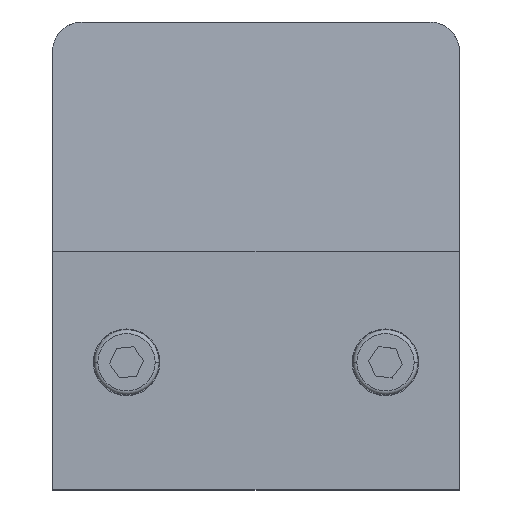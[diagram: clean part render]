
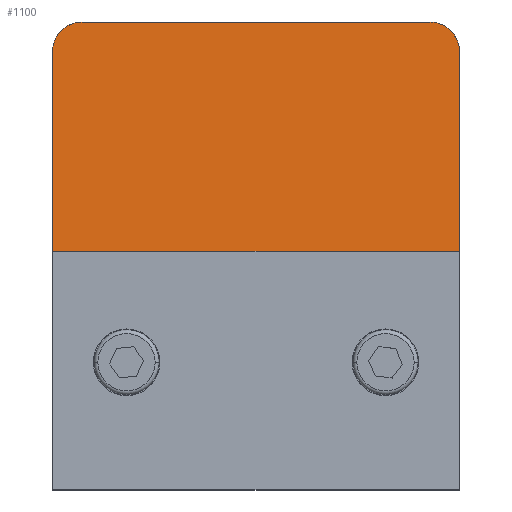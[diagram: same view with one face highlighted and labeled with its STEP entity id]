
A CAD part, top view. The second image highlights one B-rep face of the part: STEP entity #1100.
In plain terms, the highlighted planar face has unit normal (0, 0.064, 0.998).
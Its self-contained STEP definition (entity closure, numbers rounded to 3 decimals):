
#30 = DIRECTION ( 'NONE',  ( 0., -0.064, -0.998 ) ) ;
#113 = VECTOR ( 'NONE', #3102, 1000. ) ;
#228 = CARTESIAN_POINT ( 'NONE',  ( -27.5, 6.5, 23.5 ) ) ;
#296 = PLANE ( 'NONE',  #1943 ) ;
#340 = ORIENTED_EDGE ( 'NONE', *, *, #2773, .T. ) ;
#844 = LINE ( 'NONE', #1345, #2045 ) ;
#856 = CARTESIAN_POINT ( 'NONE',  ( 23.5, 37.5, 21.5 ) ) ;
#866 = CARTESIAN_POINT ( 'NONE',  ( 27.5, 37.5, 21.5 ) ) ;
#879 = CARTESIAN_POINT ( 'NONE',  ( -27.5, 35.843, 21.607 ) ) ;
#895 = CARTESIAN_POINT ( 'NONE',  ( -27.5, 33.5, 21.758 ) ) ;
#956 = CARTESIAN_POINT ( 'NONE',  ( 23.5, 37.5, 21.5 ) ) ;
#973 = CARTESIAN_POINT ( 'NONE',  ( 27.5, 35.843, 21.607 ) ) ;
#1051 = DIRECTION ( 'NONE',  ( -1., 0., 0. ) ) ;
#1100 = ADVANCED_FACE ( 'NONE', ( #2157 ), #296, .F. ) ;
#1191 = VECTOR ( 'NONE', #1381, 1000. ) ;
#1212 = ORIENTED_EDGE ( 'NONE', *, *, #2927, .F. ) ;
#1214 = VERTEX_POINT ( 'NONE', #1930 ) ;
#1345 = CARTESIAN_POINT ( 'NONE',  ( 27.5, 6.5, 23.5 ) ) ;
#1349 = DIRECTION ( 'NONE',  ( 0., 0.998, -0.064 ) ) ;
#1381 = DIRECTION ( 'NONE',  ( 0., -0.998, 0.064 ) ) ;
#1407 = CARTESIAN_POINT ( 'NONE',  ( 27.5, 37.5, 21.5 ) ) ;
#1460 = CARTESIAN_POINT ( 'NONE',  ( 27.5, 6.5, 23.5 ) ) ;
#1508 = LINE ( 'NONE', #2013, #113 ) ;
#1561 = CARTESIAN_POINT ( 'NONE',  ( -23.5, 37.5, 21.5 ) ) ;
#1609 = LINE ( 'NONE', #2653, #1191 ) ;
#1694 = CARTESIAN_POINT ( 'NONE',  ( -23.5, 37.5, 21.5 ) ) ;
#1930 = CARTESIAN_POINT ( 'NONE',  ( -27.5, 33.5, 21.758 ) ) ;
#1939 = DIRECTION ( 'NONE',  ( -1., 0., 0. ) ) ;
#1943 = AXIS2_PLACEMENT_3D ( 'NONE', #866, #30, #1349 ) ;
#1947 = EDGE_CURVE ( 'NONE', #1214, #2597, #1609, .T. ) ;
#1975 = VERTEX_POINT ( 'NONE', #1460 ) ;
#2013 = CARTESIAN_POINT ( 'NONE',  ( 27.5, 37.5, 21.5 ) ) ;
#2023 = CARTESIAN_POINT ( 'NONE',  ( 25.843, 37.5, 21.5 ) ) ;
#2045 = VECTOR ( 'NONE', #1051, 1000. ) ;
#2060 = ORIENTED_EDGE ( 'NONE', *, *, #2708, .F. ) ;
#2079 = VERTEX_POINT ( 'NONE', #3003 ) ;
#2157 = FACE_OUTER_BOUND ( 'NONE', #2811, .T. ) ;
#2205 =( BOUNDED_CURVE ( )  B_SPLINE_CURVE ( 3, ( #1694, #3224, #879, #895 ),
 .UNSPECIFIED., .F., .T. ) 
 B_SPLINE_CURVE_WITH_KNOTS ( ( 4, 4 ),
 ( 3.142, 4.712 ),
 .UNSPECIFIED. ) 
 CURVE ( )  GEOMETRIC_REPRESENTATION_ITEM ( )  RATIONAL_B_SPLINE_CURVE ( ( 1., 0.805, 0.805, 1. ) ) 
 REPRESENTATION_ITEM ( '' )  );
#2524 =( BOUNDED_CURVE ( )  B_SPLINE_CURVE ( 3, ( #3313, #973, #2023, #956 ),
 .UNSPECIFIED., .F., .T. ) 
 B_SPLINE_CURVE_WITH_KNOTS ( ( 4, 4 ),
 ( 4.712, 6.283 ),
 .UNSPECIFIED. ) 
 CURVE ( )  GEOMETRIC_REPRESENTATION_ITEM ( )  RATIONAL_B_SPLINE_CURVE ( ( 1., 0.805, 0.805, 1. ) ) 
 REPRESENTATION_ITEM ( '' )  );
#2597 = VERTEX_POINT ( 'NONE', #228 ) ;
#2599 = ORIENTED_EDGE ( 'NONE', *, *, #1947, .T. ) ;
#2653 = CARTESIAN_POINT ( 'NONE',  ( -27.5, 37.5, 21.5 ) ) ;
#2708 = EDGE_CURVE ( 'NONE', #1975, #2597, #844, .T. ) ;
#2773 = EDGE_CURVE ( 'NONE', #3136, #1214, #2205, .T. ) ;
#2811 = EDGE_LOOP ( 'NONE', ( #2930, #340, #2599, #2060, #1212, #2980 ) ) ;
#2854 = VECTOR ( 'NONE', #1939, 1000. ) ;
#2927 = EDGE_CURVE ( 'NONE', #2079, #1975, #1508, .T. ) ;
#2930 = ORIENTED_EDGE ( 'NONE', *, *, #3260, .T. ) ;
#2932 = LINE ( 'NONE', #1407, #2854 ) ;
#2980 = ORIENTED_EDGE ( 'NONE', *, *, #3368, .T. ) ;
#3003 = CARTESIAN_POINT ( 'NONE',  ( 27.5, 33.5, 21.758 ) ) ;
#3102 = DIRECTION ( 'NONE',  ( 0., -0.998, 0.064 ) ) ;
#3136 = VERTEX_POINT ( 'NONE', #1561 ) ;
#3224 = CARTESIAN_POINT ( 'NONE',  ( -25.843, 37.5, 21.5 ) ) ;
#3260 = EDGE_CURVE ( 'NONE', #3309, #3136, #2932, .T. ) ;
#3309 = VERTEX_POINT ( 'NONE', #856 ) ;
#3313 = CARTESIAN_POINT ( 'NONE',  ( 27.5, 33.5, 21.758 ) ) ;
#3368 = EDGE_CURVE ( 'NONE', #2079, #3309, #2524, .T. ) ;
